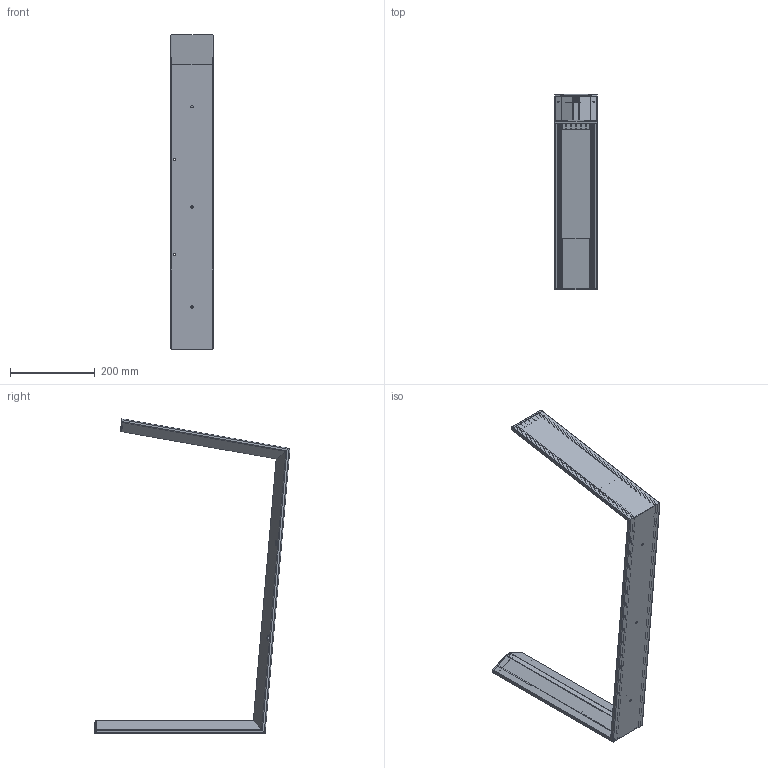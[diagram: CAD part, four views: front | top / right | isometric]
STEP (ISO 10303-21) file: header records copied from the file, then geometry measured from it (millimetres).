
FILE_DESCRIPTION(('STEP AP214'),'1');
FILE_NAME('3032257_3032258 Wesco Tischgestell ATG420.stp','2024-11-20T10:21:11',(' '),(' '),'Spatial InterOp 3D',' ',' ');
FILE_SCHEMA(('AUTOMOTIVE_DESIGN { 1 0 10303 214 1 1 1 1 }'));
Length unit declared in the file: millimetre
Products named in the file (1): A620420-1 TG420 800x100x410|MA 710160-1_100x30x400_01 Fuß 95°:1#MA 710160-1_100x30x400_01 Fuß 95°;Volumenkörper2
Bounding box: 100 x 461.7 x 741.33 mm (x, y, z)
Volume: 868385.3 mm3; surface area: 847107.9 mm2
Topology: 7 solids, 7 shells, 1068 faces, 2768 edges, 1690 vertices
Faces by surface type: cylinder 626, plane 214, bspline 106, sphere 64, cone 30, torus 28
Entity records: 36920 total; most frequent: CARTESIAN_POINT 10579, DIRECTION 5802, ORIENTED_EDGE 5464, EDGE_CURVE 2732, AXIS2_PLACEMENT_3D 2319, VERTEX_POINT 1690, LINE 1164, VECTOR 1164
